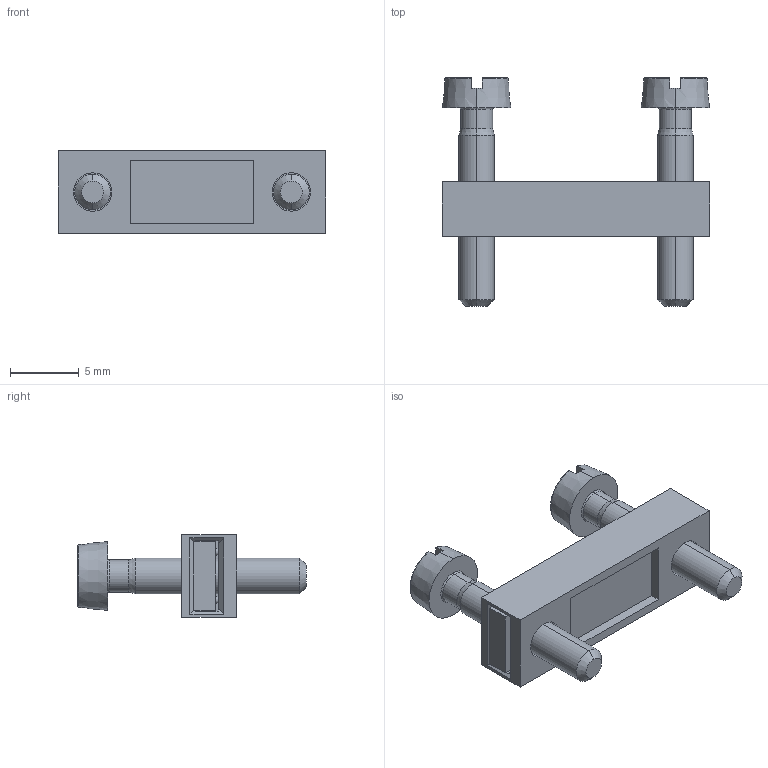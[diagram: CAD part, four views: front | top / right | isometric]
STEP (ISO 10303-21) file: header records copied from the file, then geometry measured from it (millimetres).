
FILE_DESCRIPTION((''),'2;1');
FILE_NAME('6318278989_ASM','2024-12-18T11:44:33',('knorrj'),(''),'CREO PARAMETRIC BY PTC INC, 2023154','CREO PARAMETRIC BY PTC INC, 2023154','');
FILE_SCHEMA(('CONFIG_CONTROL_DESIGN','SHAPE_APPEARANCE_LAYERS_GROUPS'));
Length unit declared in the file: millimetre
Products named in the file (6): 6318278989_SKEL0001; ZUGENTLASTUNGSS_1000001602_PAE_000_AA; 9004869000_VIER_1000001758_PAE_000_AA; 9027113100_ASM; 9002476000; 6318278989_ASM
Assembly tree (7 placements, depth 3):
  6318278989_ASM
    6318278989_SKEL0001
    9027113100_ASM
      ZUGENTLASTUNGSS_1000001602_PAE_000_AA
      9004869000_VIER_1000001758_PAE_000_AA  x2
    9002476000  x2
Bounding box: 19.5 x 16.7 x 6 mm (x, y, z)
Volume: 575.4 mm3; surface area: 1217.1 mm2
Topology: 5 solids, 5 shells, 230 faces, 628 edges, 410 vertices
Faces by surface type: plane 138, cylinder 56, cone 28, torus 8
Entity records: 7439 total; most frequent: CARTESIAN_POINT 1106, ORIENTED_EDGE 912, DIRECTION 868, EDGE_CURVE 456, PRESENTATION_STYLE_ASSIGNMENT 418, STYLED_ITEM 418, VECTOR 316, LINE 316
